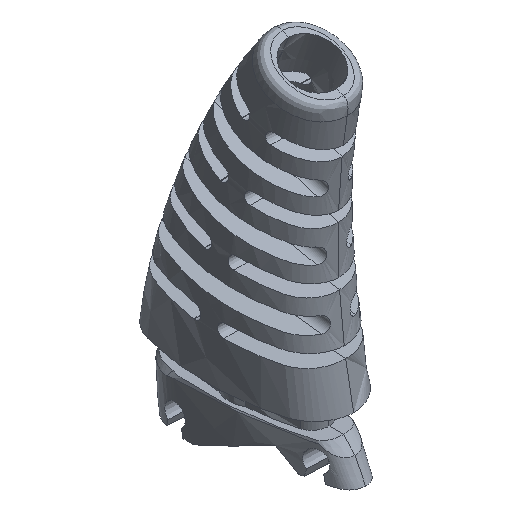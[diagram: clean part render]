
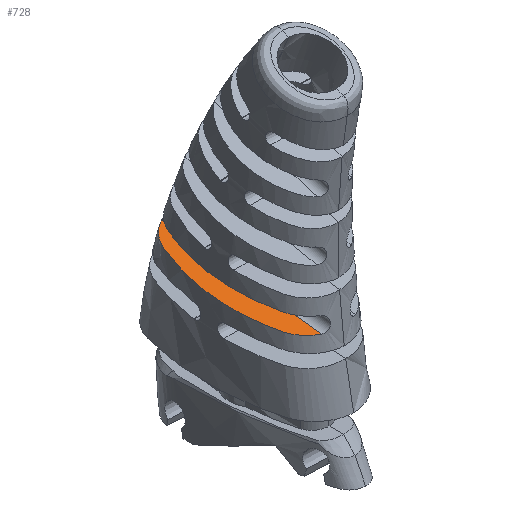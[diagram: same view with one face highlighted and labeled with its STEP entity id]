
A CAD part, isometric view. The second image highlights one B-rep face of the part: STEP entity #728.
In plain terms, the highlighted planar face has unit normal (-0.035, -0.119, 0.992).
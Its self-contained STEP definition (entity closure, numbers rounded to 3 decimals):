
#196 = VERTEX_POINT ( 'NONE', #8045 ) ;
#713 = CARTESIAN_POINT ( 'NONE',  ( -1.609, 3.29, 4.393 ) ) ;
#728 = ADVANCED_FACE ( 'NONE', ( #2931 ), #7519, .F. ) ;
#779 = CARTESIAN_POINT ( 'NONE',  ( -1.214, -4.073, 3.524 ) ) ;
#810 = VECTOR ( 'NONE', #2867, 1000. ) ;
#883 = CARTESIAN_POINT ( 'NONE',  ( -1.995, 2.427, 4.276 ) ) ;
#918 = CARTESIAN_POINT ( 'NONE',  ( -2.371, -0.922, 3.861 ) ) ;
#1187 = CARTESIAN_POINT ( 'NONE',  ( -0.862, -4.236, 3.517 ) ) ;
#1471 = CARTESIAN_POINT ( 'NONE',  ( -1.283, -0.595, 3.939 ) ) ;
#1477 = VERTEX_POINT ( 'NONE', #1187 ) ;
#1511 = CARTESIAN_POINT ( 'NONE',  ( -0.862, 0.781, 4.118 ) ) ;
#1531 = CARTESIAN_POINT ( 'NONE',  ( -1.037, 3.792, 4.473 ) ) ;
#1629 = CARTESIAN_POINT ( 'NONE',  ( -2.05, 2.247, 4.252 ) ) ;
#2467 = CARTESIAN_POINT ( 'NONE',  ( -2.42, -0.173, 3.949 ) ) ;
#2514 = EDGE_CURVE ( 'NONE', #1477, #5003, #6067, .T. ) ;
#2579 = CARTESIAN_POINT ( 'NONE',  ( -2.272, 1.326, 4.134 ) ) ;
#2867 = DIRECTION ( 'NONE',  ( 0., 0.993, 0.119 ) ) ;
#2931 = FACE_OUTER_BOUND ( 'NONE', #10425, .T. ) ;
#3124 = CARTESIAN_POINT ( 'NONE',  ( -1.315, -0.027, 4.006 ) ) ;
#3194 = CARTESIAN_POINT ( 'NONE',  ( -1.114, -0.936, 3.904 ) ) ;
#3216 = CARTESIAN_POINT ( 'NONE',  ( -1.485, 3.437, 4.415 ) ) ;
#3245 = CARTESIAN_POINT ( 'NONE',  ( -0.862, 3.872, 4.489 ) ) ;
#3425 = CARTESIAN_POINT ( 'NONE',  ( -1.877, -3.139, 3.613 ) ) ;
#3655 = CARTESIAN_POINT ( 'NONE',  ( -0.862, -19.402, 1.698 ) ) ;
#3903 = B_SPLINE_CURVE_WITH_KNOTS ( 'NONE', 3,
 ( #3245, #1531, #4902, #3216, #713, #5775, #10029, #8388, #7619, #883, #1629, #4234, #2579, #5073, #2467, #918, #5038, #5813, #6659, #7654, #7546, #3425, #6769, #5956, #7509, #779, #6696 ),
 .UNSPECIFIED., .F., .F.,
 ( 4, 2, 2, 2, 2, 2, 2, 1, 2, 2, 2, 2, 2, 4 ),
 ( 0., 0.001, 0.001, 0.001, 0.002, 0.002, 0.003, 0.005, 0.006, 0.007, 0.007, 0.008, 0.008, 0.009 ),
 .UNSPECIFIED. ) ;
#4071 = CARTESIAN_POINT ( 'NONE',  ( -1.164, -0.853, 3.912 ) ) ;
#4234 = CARTESIAN_POINT ( 'NONE',  ( -2.197, 1.7, 4.182 ) ) ;
#4373 = ORIENTED_EDGE ( 'NONE', *, *, #10656, .T. ) ;
#4499 = DIRECTION ( 'NONE',  ( 0., 0.993, 0.119 ) ) ;
#4808 = CARTESIAN_POINT ( 'NONE',  ( -1.124, 0.504, 4.076 ) ) ;
#4841 = CARTESIAN_POINT ( 'NONE',  ( -1.325, -0.123, 3.994 ) ) ;
#4878 = CARTESIAN_POINT ( 'NONE',  ( -0.862, -1.218, 3.879 ) ) ;
#4902 = CARTESIAN_POINT ( 'NONE',  ( -1.197, 3.689, 4.455 ) ) ;
#5003 = VERTEX_POINT ( 'NONE', #9093 ) ;
#5011 = VERTEX_POINT ( 'NONE', #1511 ) ;
#5038 = CARTESIAN_POINT ( 'NONE',  ( -2.272, -1.671, 3.775 ) ) ;
#5073 = CARTESIAN_POINT ( 'NONE',  ( -2.371, 0.577, 4.041 ) ) ;
#5123 = ORIENTED_EDGE ( 'NONE', *, *, #2514, .T. ) ;
#5622 = CARTESIAN_POINT ( 'NONE',  ( -1., -1.086, 3.89 ) ) ;
#5775 = CARTESIAN_POINT ( 'NONE',  ( -1.758, 3.047, 4.359 ) ) ;
#5784 = CARTESIAN_POINT ( 'NONE',  ( -3.5, -19.391, 1.607 ) ) ;
#5813 = CARTESIAN_POINT ( 'NONE',  ( -2.198, -2.045, 3.732 ) ) ;
#5956 = CARTESIAN_POINT ( 'NONE',  ( -1.762, -3.399, 3.586 ) ) ;
#6067 = LINE ( 'NONE', #9577, #810 ) ;
#6297 = AXIS2_PLACEMENT_3D ( 'NONE', #5784, #7483, #10038 ) ;
#6431 = B_SPLINE_CURVE_WITH_KNOTS ( 'NONE', 3,
 ( #4878, #6541, #5622, #3194, #4071, #1471, #9901, #4841, #3124, #9868, #6473, #4808, #10764, #9969 ),
 .UNSPECIFIED., .F., .F.,
 ( 4, 2, 2, 2, 2, 2, 4 ),
 ( 0., 0., 0.001, 0.001, 0.001, 0.002, 0.002 ),
 .UNSPECIFIED. ) ;
#6473 = CARTESIAN_POINT ( 'NONE',  ( -1.244, 0.246, 4.041 ) ) ;
#6541 = CARTESIAN_POINT ( 'NONE',  ( -0.935, -1.155, 3.884 ) ) ;
#6659 = CARTESIAN_POINT ( 'NONE',  ( -2.052, -2.596, 3.672 ) ) ;
#6696 = CARTESIAN_POINT ( 'NONE',  ( -0.862, -4.236, 3.517 ) ) ;
#6769 = CARTESIAN_POINT ( 'NONE',  ( -1.804, -3.314, 3.594 ) ) ;
#6924 = VECTOR ( 'NONE', #4499, 1000. ) ;
#7483 = DIRECTION ( 'NONE',  ( 0.035, 0.119, -0.992 ) ) ;
#7509 = CARTESIAN_POINT ( 'NONE',  ( -1.514, -3.808, 3.545 ) ) ;
#7519 = PLANE ( 'NONE',  #6297 ) ;
#7546 = CARTESIAN_POINT ( 'NONE',  ( -1.907, -3.049, 3.622 ) ) ;
#7619 = CARTESIAN_POINT ( 'NONE',  ( -1.904, 2.696, 4.311 ) ) ;
#7654 = CARTESIAN_POINT ( 'NONE',  ( -1.997, -2.779, 3.652 ) ) ;
#8045 = CARTESIAN_POINT ( 'NONE',  ( -0.862, 3.872, 4.489 ) ) ;
#8388 = CARTESIAN_POINT ( 'NONE',  ( -1.875, 2.786, 4.323 ) ) ;
#8822 = ORIENTED_EDGE ( 'NONE', *, *, #10192, .T. ) ;
#9093 = CARTESIAN_POINT ( 'NONE',  ( -0.862, -1.218, 3.879 ) ) ;
#9178 = LINE ( 'NONE', #3655, #6924 ) ;
#9495 = ORIENTED_EDGE ( 'NONE', *, *, #9951, .T. ) ;
#9577 = CARTESIAN_POINT ( 'NONE',  ( -0.862, -19.402, 1.698 ) ) ;
#9868 = CARTESIAN_POINT ( 'NONE',  ( -1.274, 0.157, 4.029 ) ) ;
#9901 = CARTESIAN_POINT ( 'NONE',  ( -1.325, -0.405, 3.96 ) ) ;
#9951 = EDGE_CURVE ( 'NONE', #5003, #5011, #6431, .T. ) ;
#9969 = CARTESIAN_POINT ( 'NONE',  ( -0.862, 0.781, 4.118 ) ) ;
#10029 = CARTESIAN_POINT ( 'NONE',  ( -1.802, 2.961, 4.347 ) ) ;
#10038 = DIRECTION ( 'NONE',  ( 0., 0.993, 0.119 ) ) ;
#10192 = EDGE_CURVE ( 'NONE', #5011, #196, #9178, .T. ) ;
#10425 = EDGE_LOOP ( 'NONE', ( #5123, #9495, #8822, #4373 ) ) ;
#10656 = EDGE_CURVE ( 'NONE', #196, #1477, #3903, .T. ) ;
#10764 = CARTESIAN_POINT ( 'NONE',  ( -1.008, 0.657, 4.098 ) ) ;
